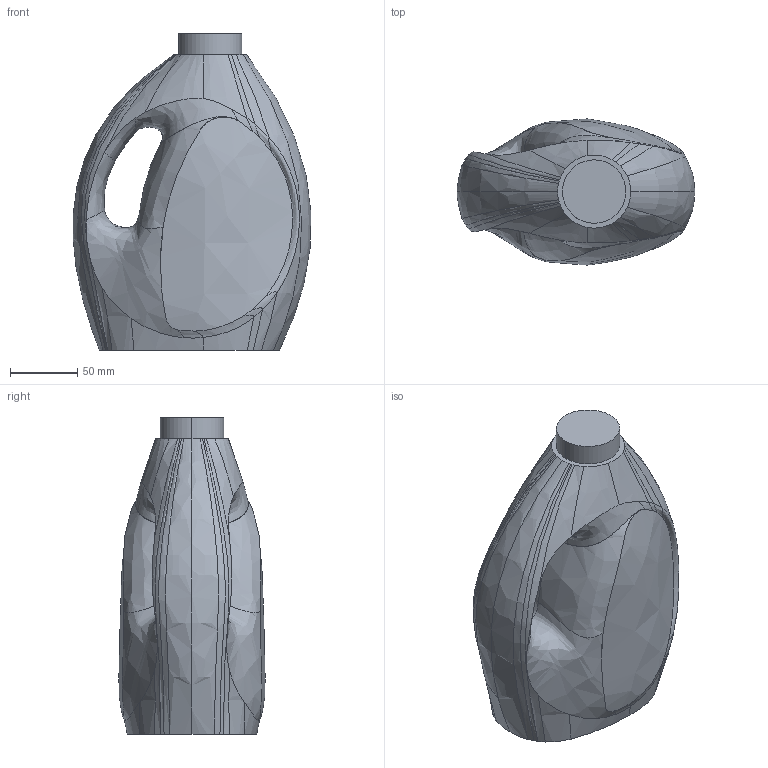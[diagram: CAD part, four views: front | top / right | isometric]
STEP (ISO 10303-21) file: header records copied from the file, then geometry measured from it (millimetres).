
FILE_DESCRIPTION(('FreeCAD Model'),'2;1');
FILE_NAME('Open CASCADE Shape Model','2025-05-03T21:52:14',('FreeCAD'),( 'FreeCAD'),'Open CASCADE STEP processor 7.6','FreeCAD','Unknown');
FILE_SCHEMA(('AUTOMOTIVE_DESIGN { 1 0 10303 214 1 1 1 1 }'));
Length unit declared in the file: millimetre
Products named in the file (1): Open CASCADE STEP translator 7.6 1
Bounding box: 176.88 x 108.8 x 235.52 mm (x, y, z)
Volume: 2324297.5 mm3; surface area: 137683.9 mm2
Topology: 1 solids, 3 shells, 89 faces, 268 edges, 183 vertices
Faces by surface type: bspline 89
Entity records: 17757 total; most frequent: CARTESIAN_POINT 16155, ORIENTED_EDGE 510, EDGE_CURVE 268, B_SPLINE_CURVE_WITH_KNOTS 263, VERTEX_POINT 183, FACE_BOUND 91, EDGE_LOOP 91, ADVANCED_FACE 89
